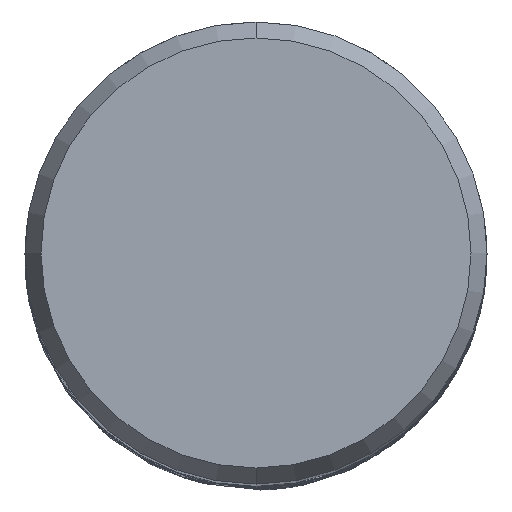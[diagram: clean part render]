
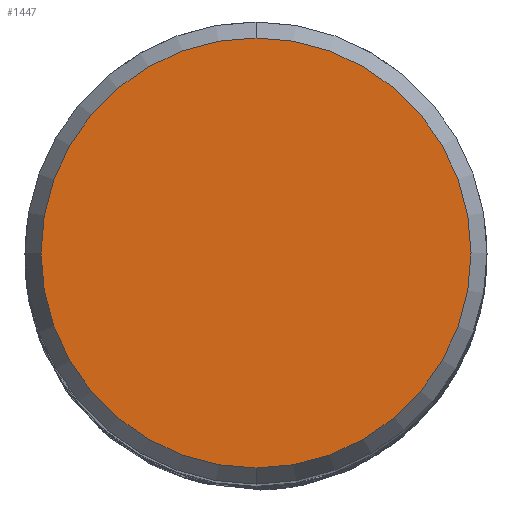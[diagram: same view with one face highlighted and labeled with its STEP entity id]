
A CAD part, top view. The second image highlights one B-rep face of the part: STEP entity #1447.
In plain terms, the highlighted planar face has unit normal (0, 0, 1).
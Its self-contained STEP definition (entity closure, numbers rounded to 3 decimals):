
#711=EDGE_CURVE('',#1649,#1545,#1951,.T.);
#1269=EDGE_CURVE('',#1545,#1649,#2558,.T.);
#1447=ADVANCED_FACE('',(#2755),#2756,.T.);
#1545=VERTEX_POINT('',#2860);
#1649=VERTEX_POINT('',#2974);
#1951=CIRCLE('',#3699,9.307);
#2558=CIRCLE('',#12848,9.307);
#2755=FACE_OUTER_BOUND('',#17155,.T.);
#2756=PLANE('',#17156);
#2860=CARTESIAN_POINT('',(0.0,9.307,0.0));
#2974=CARTESIAN_POINT('',(0.,-9.307,0.0));
#3699=AXIS2_PLACEMENT_3D('',#23547,#23548,#23549);
#12848=AXIS2_PLACEMENT_3D('',#24104,#24105,#24106);
#17155=EDGE_LOOP('',(#24333,#24334));
#17156=AXIS2_PLACEMENT_3D('',#24335,#24336,#24337);
#23547=CARTESIAN_POINT('',(0.0,0.0,0.0));
#23548=DIRECTION('',(0.0,0.0,-1.0));
#23549=DIRECTION('',(0.0,1.0,0.0));
#24104=CARTESIAN_POINT('',(0.0,0.0,0.0));
#24105=DIRECTION('',(0.0,0.0,-1.0));
#24106=DIRECTION('',(0.0,1.0,0.0));
#24333=ORIENTED_EDGE('',*,*,#1269,.F.);
#24334=ORIENTED_EDGE('',*,*,#711,.F.);
#24335=CARTESIAN_POINT('',(0.0,4.654,0.0));
#24336=DIRECTION('',(-0.0,0.0,1.0));
#24337=DIRECTION('',(0.0,-1.0,0.0));
